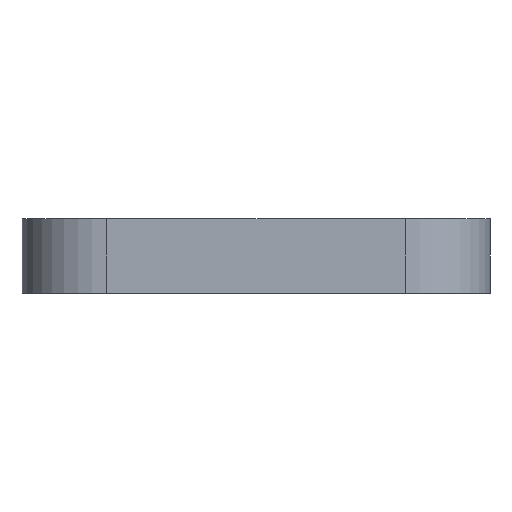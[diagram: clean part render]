
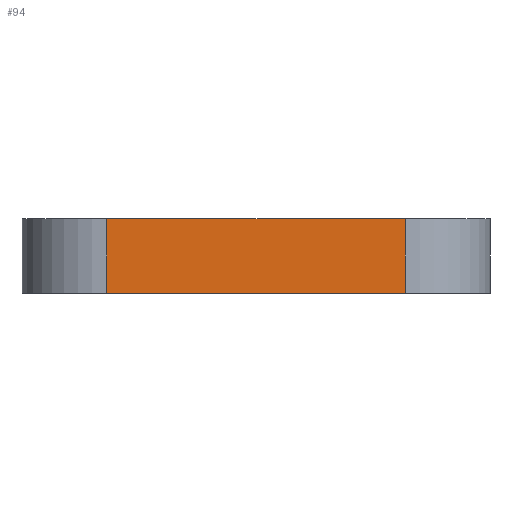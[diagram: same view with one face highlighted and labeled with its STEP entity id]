
A CAD part, left-side view. The second image highlights one B-rep face of the part: STEP entity #94.
In plain terms, the highlighted planar face has unit normal (-1, 0, 0).
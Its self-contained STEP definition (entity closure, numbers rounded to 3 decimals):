
#37 = VECTOR ( 'NONE', #416, 1000. ) ;
#55 = EDGE_CURVE ( 'NONE', #1063, #802, #545, .T. ) ;
#86 = ORIENTED_EDGE ( 'NONE', *, *, #619, .F. ) ;
#94 = ADVANCED_FACE ( 'NONE', ( #570 ), #757, .F. ) ;
#138 = CARTESIAN_POINT ( 'NONE',  ( -17.526, 11.176, 5.563 ) ) ;
#204 = CARTESIAN_POINT ( 'NONE',  ( -17.526, 11.176, 0. ) ) ;
#210 = CARTESIAN_POINT ( 'NONE',  ( -17.526, -11.176, 5.563 ) ) ;
#284 = DIRECTION ( 'NONE',  ( 0., 1., 0. ) ) ;
#336 = ORIENTED_EDGE ( 'NONE', *, *, #55, .T. ) ;
#414 = VECTOR ( 'NONE', #820, 1000. ) ;
#416 = DIRECTION ( 'NONE',  ( 0., 0., 1. ) ) ;
#444 = VERTEX_POINT ( 'NONE', #1068 ) ;
#537 = CARTESIAN_POINT ( 'NONE',  ( -17.526, 17.526, 0. ) ) ;
#545 = LINE ( 'NONE', #537, #1042 ) ;
#570 = FACE_OUTER_BOUND ( 'NONE', #1047, .T. ) ;
#580 = EDGE_CURVE ( 'NONE', #911, #1063, #893, .T. ) ;
#619 = EDGE_CURVE ( 'NONE', #911, #444, #923, .T. ) ;
#733 = ORIENTED_EDGE ( 'NONE', *, *, #580, .T. ) ;
#747 = CARTESIAN_POINT ( 'NONE',  ( -17.526, 17.526, 5.563 ) ) ;
#757 = PLANE ( 'NONE',  #1088 ) ;
#802 = VERTEX_POINT ( 'NONE', #969 ) ;
#820 = DIRECTION ( 'NONE',  ( 0., 0., -1. ) ) ;
#830 = DIRECTION ( 'NONE',  ( 0., -1., 0. ) ) ;
#848 = DIRECTION ( 'NONE',  ( 1., 0., 0. ) ) ;
#893 = LINE ( 'NONE', #1186, #414 ) ;
#899 = DIRECTION ( 'NONE',  ( 0., -1., 0. ) ) ;
#911 = VERTEX_POINT ( 'NONE', #138 ) ;
#917 = CARTESIAN_POINT ( 'NONE',  ( -17.526, 17.526, 5.563 ) ) ;
#923 = LINE ( 'NONE', #917, #1029 ) ;
#969 = CARTESIAN_POINT ( 'NONE',  ( -17.526, -11.176, 0. ) ) ;
#1029 = VECTOR ( 'NONE', #830, 1000. ) ;
#1042 = VECTOR ( 'NONE', #899, 1000. ) ;
#1047 = EDGE_LOOP ( 'NONE', ( #336, #1143, #86, #733 ) ) ;
#1053 = LINE ( 'NONE', #210, #37 ) ;
#1063 = VERTEX_POINT ( 'NONE', #204 ) ;
#1068 = CARTESIAN_POINT ( 'NONE',  ( -17.526, -11.176, 5.563 ) ) ;
#1088 = AXIS2_PLACEMENT_3D ( 'NONE', #747, #848, #284 ) ;
#1143 = ORIENTED_EDGE ( 'NONE', *, *, #1181, .T. ) ;
#1181 = EDGE_CURVE ( 'NONE', #802, #444, #1053, .T. ) ;
#1186 = CARTESIAN_POINT ( 'NONE',  ( -17.526, 11.176, 5.563 ) ) ;
